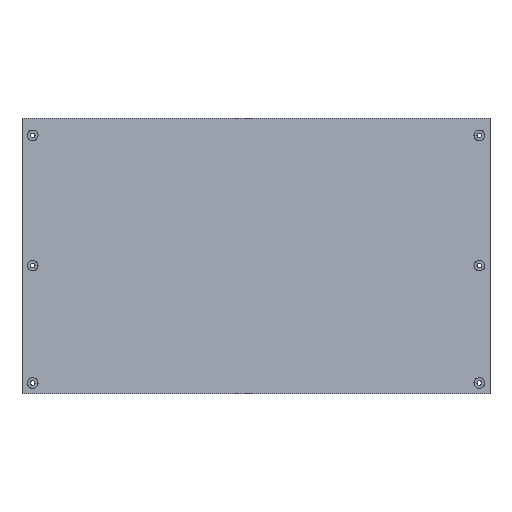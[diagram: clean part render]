
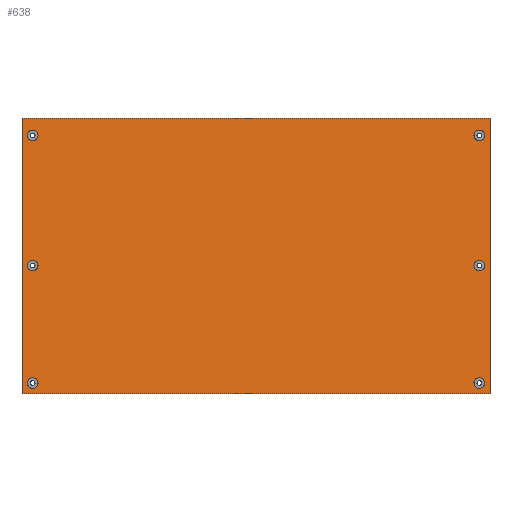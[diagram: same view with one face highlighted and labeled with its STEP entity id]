
A CAD part, front view. The second image highlights one B-rep face of the part: STEP entity #638.
In plain terms, the highlighted planar face has unit normal (0, -0.995, 0.104).
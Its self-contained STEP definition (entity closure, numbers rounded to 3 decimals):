
#15=ELLIPSE('',#672,2.514,2.5);
#16=ELLIPSE('',#679,2.514,2.5);
#17=ELLIPSE('',#686,2.514,2.5);
#18=ELLIPSE('',#693,2.514,2.5);
#19=ELLIPSE('',#700,2.514,2.5);
#20=ELLIPSE('',#707,2.514,2.5);
#34=FACE_BOUND('',#144,.T.);
#35=FACE_BOUND('',#145,.T.);
#36=FACE_BOUND('',#146,.T.);
#37=FACE_BOUND('',#147,.T.);
#38=FACE_BOUND('',#148,.T.);
#39=FACE_BOUND('',#149,.T.);
#94=FACE_OUTER_BOUND('',#143,.T.);
#143=EDGE_LOOP('',(#517,#518,#519,#520));
#144=EDGE_LOOP('',(#521));
#145=EDGE_LOOP('',(#522));
#146=EDGE_LOOP('',(#523));
#147=EDGE_LOOP('',(#524));
#148=EDGE_LOOP('',(#525));
#149=EDGE_LOOP('',(#526));
#164=LINE('',#913,#224);
#190=LINE('',#1018,#250);
#198=LINE('',#1035,#258);
#199=LINE('',#1036,#259);
#224=VECTOR('',#730,10.);
#250=VECTOR('',#846,10.);
#258=VECTOR('',#858,10.);
#259=VECTOR('',#859,10.);
#283=VERTEX_POINT('',#909);
#285=VERTEX_POINT('',#912);
#290=VERTEX_POINT('',#927);
#294=VERTEX_POINT('',#940);
#298=VERTEX_POINT('',#953);
#302=VERTEX_POINT('',#966);
#306=VERTEX_POINT('',#979);
#310=VERTEX_POINT('',#992);
#319=VERTEX_POINT('',#1016);
#326=VERTEX_POINT('',#1034);
#340=EDGE_CURVE('',#285,#283,#164,.T.);
#348=EDGE_CURVE('',#290,#290,#15,.T.);
#354=EDGE_CURVE('',#294,#294,#16,.T.);
#360=EDGE_CURVE('',#298,#298,#17,.T.);
#366=EDGE_CURVE('',#302,#302,#18,.T.);
#372=EDGE_CURVE('',#306,#306,#19,.T.);
#378=EDGE_CURVE('',#310,#310,#20,.T.);
#390=EDGE_CURVE('',#283,#319,#190,.T.);
#398=EDGE_CURVE('',#326,#319,#198,.T.);
#399=EDGE_CURVE('',#285,#326,#199,.T.);
#517=ORIENTED_EDGE('',*,*,#390,.T.);
#518=ORIENTED_EDGE('',*,*,#398,.F.);
#519=ORIENTED_EDGE('',*,*,#399,.F.);
#520=ORIENTED_EDGE('',*,*,#340,.T.);
#521=ORIENTED_EDGE('',*,*,#348,.T.);
#522=ORIENTED_EDGE('',*,*,#354,.T.);
#523=ORIENTED_EDGE('',*,*,#360,.T.);
#524=ORIENTED_EDGE('',*,*,#366,.T.);
#525=ORIENTED_EDGE('',*,*,#372,.T.);
#526=ORIENTED_EDGE('',*,*,#378,.T.);
#602=PLANE('',#712);
#638=ADVANCED_FACE('',(#94,#34,#35,#36,#37,#38,#39),#602,.T.);
#672=AXIS2_PLACEMENT_3D('',#929,#747,#748);
#679=AXIS2_PLACEMENT_3D('',#942,#763,#764);
#686=AXIS2_PLACEMENT_3D('',#955,#779,#780);
#693=AXIS2_PLACEMENT_3D('',#968,#795,#796);
#700=AXIS2_PLACEMENT_3D('',#981,#811,#812);
#707=AXIS2_PLACEMENT_3D('',#994,#827,#828);
#712=AXIS2_PLACEMENT_3D('',#1033,#856,#857);
#730=DIRECTION('',(1.,0.,0.));
#747=DIRECTION('center_axis',(0.,0.995,-0.105));
#748=DIRECTION('ref_axis',(0.,-0.105,-0.995));
#763=DIRECTION('center_axis',(0.,0.995,-0.105));
#764=DIRECTION('ref_axis',(0.,-0.105,-0.995));
#779=DIRECTION('center_axis',(0.,0.995,-0.105));
#780=DIRECTION('ref_axis',(0.,-0.105,-0.995));
#795=DIRECTION('center_axis',(0.,0.995,-0.105));
#796=DIRECTION('ref_axis',(0.,-0.105,-0.995));
#811=DIRECTION('center_axis',(0.,0.995,-0.105));
#812=DIRECTION('ref_axis',(0.,-0.105,-0.995));
#827=DIRECTION('center_axis',(0.,0.995,-0.105));
#828=DIRECTION('ref_axis',(0.,-0.105,-0.995));
#846=DIRECTION('',(0.,0.105,0.995));
#856=DIRECTION('center_axis',(0.,-0.995,0.105));
#857=DIRECTION('ref_axis',(0.,-0.105,-0.995));
#858=DIRECTION('',(1.,0.,0.));
#859=DIRECTION('',(0.,0.105,0.995));
#909=CARTESIAN_POINT('',(121.376,-21.969,-69.637));
#912=CARTESIAN_POINT('',(-97.844,-21.969,-69.637));
#913=CARTESIAN_POINT('',(-97.844,-21.969,-69.637));
#927=CARTESIAN_POINT('',(118.876,-9.254,51.343));
#929=CARTESIAN_POINT('Origin',(116.376,-9.254,51.343));
#940=CARTESIAN_POINT('',(118.876,-15.663,-9.637));
#942=CARTESIAN_POINT('Origin',(116.376,-15.663,-9.637));
#953=CARTESIAN_POINT('',(118.876,-21.444,-64.637));
#955=CARTESIAN_POINT('Origin',(116.376,-21.444,-64.637));
#966=CARTESIAN_POINT('',(-90.344,-21.444,-64.637));
#968=CARTESIAN_POINT('Origin',(-92.844,-21.444,-64.637));
#979=CARTESIAN_POINT('',(-90.344,-9.254,51.343));
#981=CARTESIAN_POINT('Origin',(-92.844,-9.254,51.343));
#992=CARTESIAN_POINT('',(-90.344,-15.663,-9.637));
#994=CARTESIAN_POINT('Origin',(-92.844,-15.663,-9.637));
#1016=CARTESIAN_POINT('',(121.376,-8.413,59.343));
#1018=CARTESIAN_POINT('',(121.376,-15.175,-4.994));
#1033=CARTESIAN_POINT('Origin',(-97.844,-8.413,59.343));
#1034=CARTESIAN_POINT('',(-97.844,-8.413,59.343));
#1035=CARTESIAN_POINT('',(-97.844,-8.413,59.343));
#1036=CARTESIAN_POINT('',(-97.844,-21.969,-69.637));
